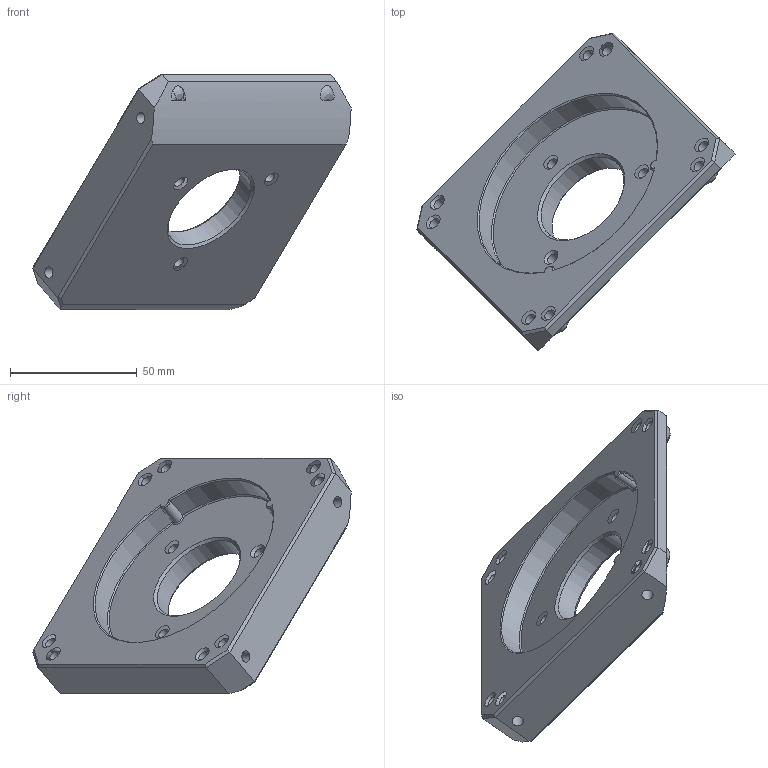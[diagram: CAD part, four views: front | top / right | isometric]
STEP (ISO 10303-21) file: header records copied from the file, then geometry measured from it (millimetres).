
FILE_DESCRIPTION(/* description */ (''),/* implementation_level */ '2;1');
FILE_NAME(/* name */ 'Caisse prim.step',/* time_stamp */ '2025-11-13T10:57:37+01:00',/* author */ (''),/* organization */ (''),/* preprocessor_version */ 'ST-DEVELOPER v20.1',/* originating_system */ 'Autodesk Translation Framework v14.17.0.0',/* authorisation */ '');
FILE_SCHEMA (('AUTOMOTIVE_DESIGN { 1 0 10303 214 3 1 1 }'));
Length unit declared in the file: millimetre
Products named in the file (1): Caisse prim
Bounding box: 125.69 x 125.69 x 93.09 mm (x, y, z)
Volume: 151036.6 mm3; surface area: 32987.2 mm2
Topology: 1 solids, 1 shells, 88 faces, 195 edges, 118 vertices
Faces by surface type: plane 37, cone 24, cylinder 23, bspline 4
Full cylindrical faces by diameter (mm): 4.5 x15, 38.957 x1
Entity records: 6419 total; most frequent: CARTESIAN_POINT 4407, DIRECTION 419, ORIENTED_EDGE 388, EDGE_CURVE 194, AXIS2_PLACEMENT_3D 164, VERTEX_POINT 119, EDGE_LOOP 115, LINE 91
